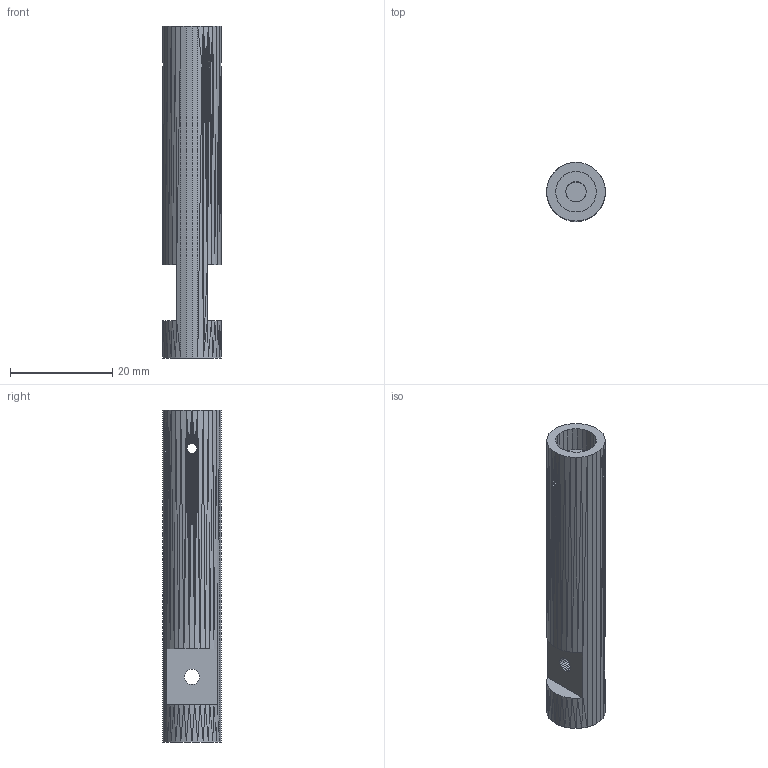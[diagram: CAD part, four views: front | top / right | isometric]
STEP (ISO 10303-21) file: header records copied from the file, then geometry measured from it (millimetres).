
FILE_DESCRIPTION(('FreeCAD Model'),'2;1');
FILE_NAME('Open CASCADE Shape Model','2024-11-08T08:45:49',('Author'),( ''),'Open CASCADE STEP processor 7.6','FreeCAD','Unknown');
FILE_SCHEMA(('AUTOMOTIVE_DESIGN { 1 0 10303 214 1 1 1 1 }'));
Length unit declared in the file: millimetre
Products named in the file (1): center_shaft_1_ver02_Body002 (Solid)001
Bounding box: 11.5 x 11.5 x 65 mm (x, y, z)
Volume: 5247 mm3; surface area: 3529.1 mm2
Topology: 1 solids, 1 shells, 785 faces, 1372 edges, 584 vertices
Faces by surface type: plane 785
Entity records: 17092 total; most frequent: DIRECTION 2944, ORIENTED_EDGE 2744, CARTESIAN_POINT 2742, EDGE_CURVE 1372, LINE 1372, VECTOR 1372, FACE_BOUND 790, EDGE_LOOP 790
